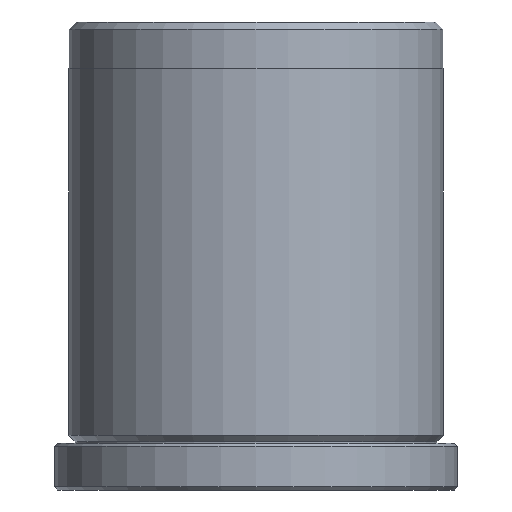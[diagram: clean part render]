
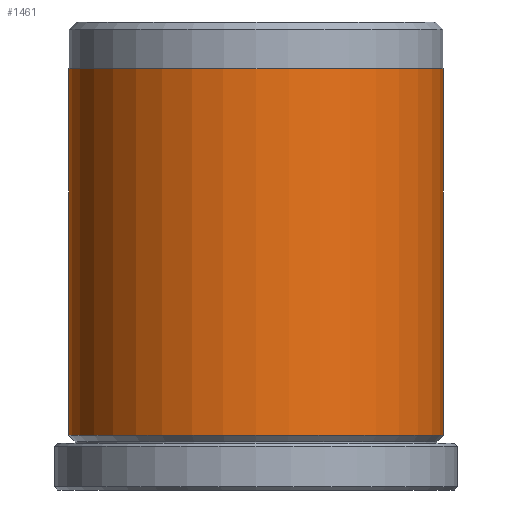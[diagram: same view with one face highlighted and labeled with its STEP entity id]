
A CAD part, front view. The second image highlights one B-rep face of the part: STEP entity #1461.
In plain terms, the highlighted cylindrical face has radius 12 mm (diameter 24 mm), a partial arc.
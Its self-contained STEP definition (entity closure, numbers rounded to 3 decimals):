
#136 = FACE_OUTER_BOUND ( 'NONE', #2230, .T. ) ;
#228 = VERTEX_POINT ( 'NONE', #722 ) ;
#301 = CARTESIAN_POINT ( 'NONE',  ( -12., 0., 3.5 ) ) ;
#317 = CARTESIAN_POINT ( 'NONE',  ( -12., 0., 30. ) ) ;
#431 = ORIENTED_EDGE ( 'NONE', *, *, #2043, .T. ) ;
#435 = EDGE_CURVE ( 'NONE', #1141, #877, #510, .T. ) ;
#483 = CARTESIAN_POINT ( 'NONE',  ( 0., 0., 3.5 ) ) ;
#492 = DIRECTION ( 'NONE',  ( 0., 0., -1. ) ) ;
#503 = DIRECTION ( 'NONE',  ( -1., 0., 0. ) ) ;
#510 = CIRCLE ( 'NONE', #642, 12. ) ;
#558 = CARTESIAN_POINT ( 'NONE',  ( 0., 0., 27. ) ) ;
#642 = AXIS2_PLACEMENT_3D ( 'NONE', #483, #492, #503 ) ;
#695 = DIRECTION ( 'NONE',  ( 0., 0., 1. ) ) ;
#722 = CARTESIAN_POINT ( 'NONE',  ( -12., 0., 27. ) ) ;
#757 = DIRECTION ( 'NONE',  ( 1., 0., 0. ) ) ;
#830 = CARTESIAN_POINT ( 'NONE',  ( 12., 0., 27. ) ) ;
#850 = EDGE_CURVE ( 'NONE', #1834, #1141, #989, .T. ) ;
#863 = LINE ( 'NONE', #317, #2167 ) ;
#877 = VERTEX_POINT ( 'NONE', #301 ) ;
#908 = ORIENTED_EDGE ( 'NONE', *, *, #927, .F. ) ;
#927 = EDGE_CURVE ( 'NONE', #228, #1834, #1351, .T. ) ;
#930 = VECTOR ( 'NONE', #2137, 1000. ) ;
#989 = LINE ( 'NONE', #2212, #930 ) ;
#1046 = CARTESIAN_POINT ( 'NONE',  ( 12., 0., 3.5 ) ) ;
#1141 = VERTEX_POINT ( 'NONE', #1046 ) ;
#1250 = DIRECTION ( 'NONE',  ( 0., 0., -1. ) ) ;
#1333 = ORIENTED_EDGE ( 'NONE', *, *, #435, .F. ) ;
#1351 = CIRCLE ( 'NONE', #2042, 12. ) ;
#1385 = ORIENTED_EDGE ( 'NONE', *, *, #850, .F. ) ;
#1431 = AXIS2_PLACEMENT_3D ( 'NONE', #2017, #2075, #2119 ) ;
#1461 = ADVANCED_FACE ( 'NONE', ( #136 ), #1513, .T. ) ;
#1513 = CYLINDRICAL_SURFACE ( 'NONE', #1431, 12. ) ;
#1834 = VERTEX_POINT ( 'NONE', #830 ) ;
#2017 = CARTESIAN_POINT ( 'NONE',  ( 0., 0., 30. ) ) ;
#2042 = AXIS2_PLACEMENT_3D ( 'NONE', #558, #695, #757 ) ;
#2043 = EDGE_CURVE ( 'NONE', #228, #877, #863, .T. ) ;
#2075 = DIRECTION ( 'NONE',  ( 0., 0., -1. ) ) ;
#2119 = DIRECTION ( 'NONE',  ( -1., 0., 0. ) ) ;
#2137 = DIRECTION ( 'NONE',  ( 0., 0., -1. ) ) ;
#2167 = VECTOR ( 'NONE', #1250, 1000. ) ;
#2212 = CARTESIAN_POINT ( 'NONE',  ( 12., 0., 30. ) ) ;
#2230 = EDGE_LOOP ( 'NONE', ( #1385, #908, #431, #1333 ) ) ;
